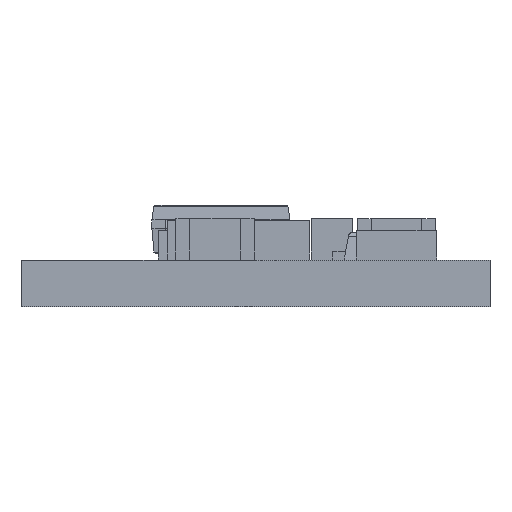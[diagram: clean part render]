
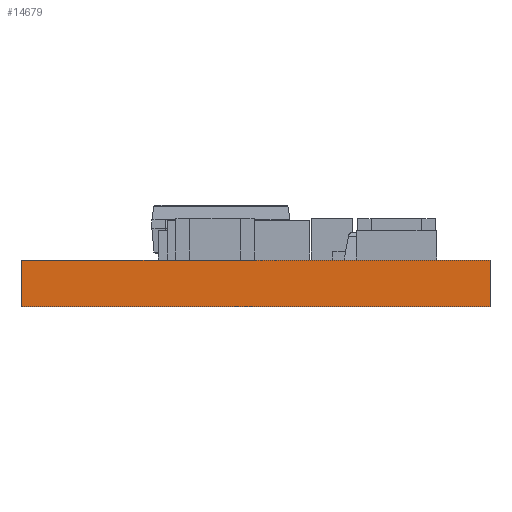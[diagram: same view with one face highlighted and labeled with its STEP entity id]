
A CAD part, front view. The second image highlights one B-rep face of the part: STEP entity #14679.
In plain terms, the highlighted planar face has unit normal (0, -1, 0).
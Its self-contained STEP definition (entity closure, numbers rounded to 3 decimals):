
#403 = CARTESIAN_POINT ( 'NONE',  ( 0., 0., 1.016 ) ) ;
#1497 = CARTESIAN_POINT ( 'NONE',  ( 10.16, 0., 1.016 ) ) ;
#2238 = ORIENTED_EDGE ( 'NONE', *, *, #9750, .F. ) ;
#2944 = CARTESIAN_POINT ( 'NONE',  ( 0., 0., 1.016 ) ) ;
#3808 = VERTEX_POINT ( 'NONE', #22410 ) ;
#6554 = VECTOR ( 'NONE', #30771, 1000. ) ;
#7093 = CARTESIAN_POINT ( 'NONE',  ( 10.16, 0., 0. ) ) ;
#8829 = EDGE_LOOP ( 'NONE', ( #23827, #37155, #2238, #10495 ) ) ;
#9750 = EDGE_CURVE ( 'NONE', #22070, #36963, #14287, .T. ) ;
#10406 = CARTESIAN_POINT ( 'NONE',  ( 10.16, 0., 1.016 ) ) ;
#10495 = ORIENTED_EDGE ( 'NONE', *, *, #17943, .T. ) ;
#14287 = LINE ( 'NONE', #24636, #6554 ) ;
#14679 = ADVANCED_FACE ( 'NONE', ( #20077 ), #26289, .F. ) ;
#14855 = LINE ( 'NONE', #37197, #36268 ) ;
#16320 = LINE ( 'NONE', #10406, #32284 ) ;
#17943 = EDGE_CURVE ( 'NONE', #22070, #3808, #32501, .T. ) ;
#18744 = DIRECTION ( 'NONE',  ( 0., 0., -1. ) ) ;
#20077 = FACE_OUTER_BOUND ( 'NONE', #8829, .T. ) ;
#22070 = VERTEX_POINT ( 'NONE', #403 ) ;
#22410 = CARTESIAN_POINT ( 'NONE',  ( 0., 0., 0. ) ) ;
#22592 = EDGE_CURVE ( 'NONE', #3808, #26008, #14855, .T. ) ;
#23827 = ORIENTED_EDGE ( 'NONE', *, *, #22592, .T. ) ;
#24636 = CARTESIAN_POINT ( 'NONE',  ( 0., 0., 1.016 ) ) ;
#25639 = EDGE_CURVE ( 'NONE', #36963, #26008, #16320, .T. ) ;
#26008 = VERTEX_POINT ( 'NONE', #7093 ) ;
#26289 = PLANE ( 'NONE',  #32943 ) ;
#27874 = VECTOR ( 'NONE', #28997, 1000. ) ;
#28997 = DIRECTION ( 'NONE',  ( 0., 0., -1. ) ) ;
#30771 = DIRECTION ( 'NONE',  ( 1., 0., 0. ) ) ;
#31980 = DIRECTION ( 'NONE',  ( 0., 1., 0. ) ) ;
#32092 = CARTESIAN_POINT ( 'NONE',  ( 0., 0., 1.016 ) ) ;
#32284 = VECTOR ( 'NONE', #18744, 1000. ) ;
#32501 = LINE ( 'NONE', #32092, #27874 ) ;
#32943 = AXIS2_PLACEMENT_3D ( 'NONE', #2944, #31980, #34891 ) ;
#34461 = DIRECTION ( 'NONE',  ( 1., 0., 0. ) ) ;
#34891 = DIRECTION ( 'NONE',  ( 0., 0., 1. ) ) ;
#36268 = VECTOR ( 'NONE', #34461, 1000. ) ;
#36963 = VERTEX_POINT ( 'NONE', #1497 ) ;
#37155 = ORIENTED_EDGE ( 'NONE', *, *, #25639, .F. ) ;
#37197 = CARTESIAN_POINT ( 'NONE',  ( 0., 0., 0. ) ) ;
